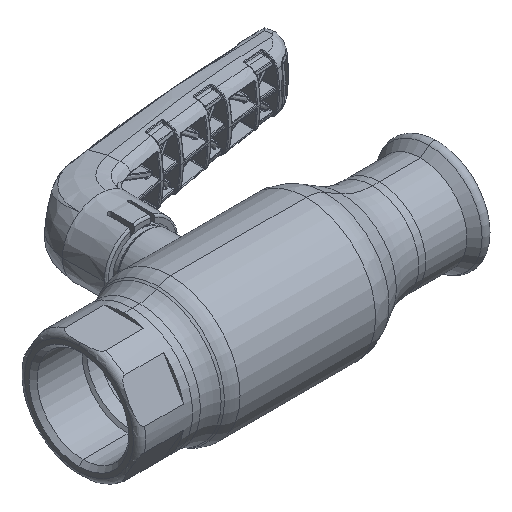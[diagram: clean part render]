
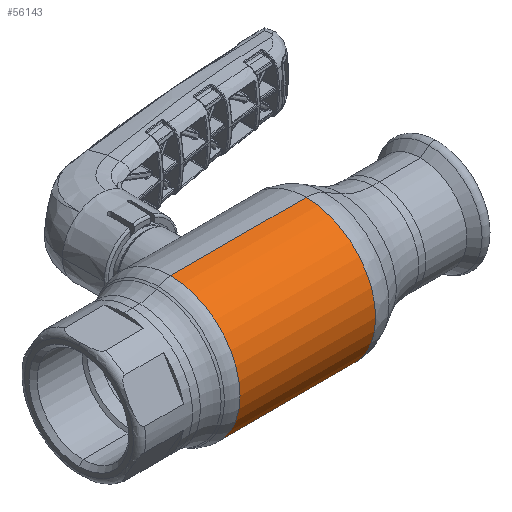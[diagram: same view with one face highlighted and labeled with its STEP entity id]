
A CAD part, isometric view. The second image highlights one B-rep face of the part: STEP entity #56143.
In plain terms, the highlighted cylindrical face has radius 34 mm (diameter 68 mm), a partial arc.
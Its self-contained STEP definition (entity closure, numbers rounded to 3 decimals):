
#1784 = CARTESIAN_POINT ( 'NONE',  ( -33.177, 0., 34. ) ) ;
#3370 = ORIENTED_EDGE ( 'NONE', *, *, #66745, .F. ) ;
#7863 = DIRECTION ( 'NONE',  ( 0., 0., 1. ) ) ;
#9377 = AXIS2_PLACEMENT_3D ( 'NONE', #41661, #41879, #10609 ) ;
#9471 = AXIS2_PLACEMENT_3D ( 'NONE', #34158, #12878, #7863 ) ;
#10609 = DIRECTION ( 'NONE',  ( 0., 0., 1. ) ) ;
#12878 = DIRECTION ( 'NONE',  ( -1., 0., 0. ) ) ;
#12963 = CARTESIAN_POINT ( 'NONE',  ( 33.177, 0., 0. ) ) ;
#16362 = CIRCLE ( 'NONE', #38414, 34. ) ;
#28477 = CARTESIAN_POINT ( 'NONE',  ( 33.177, 0., 34. ) ) ;
#28780 = CIRCLE ( 'NONE', #9471, 34. ) ;
#32126 = CARTESIAN_POINT ( 'NONE',  ( -33.177, 0., -34. ) ) ;
#33883 = DIRECTION ( 'NONE',  ( -1., 0., 0. ) ) ;
#34158 = CARTESIAN_POINT ( 'NONE',  ( -33.177, 0., 0. ) ) ;
#35195 = LINE ( 'NONE', #39446, #36060 ) ;
#36060 = VECTOR ( 'NONE', #39679, 1000. ) ;
#38414 = AXIS2_PLACEMENT_3D ( 'NONE', #12963, #54234, #54445 ) ;
#39361 = CARTESIAN_POINT ( 'NONE',  ( -62.69, 0., -34. ) ) ;
#39366 = EDGE_LOOP ( 'NONE', ( #40620, #61098, #58089, #3370 ) ) ;
#39446 = CARTESIAN_POINT ( 'NONE',  ( -62.69, 0., 34. ) ) ;
#39679 = DIRECTION ( 'NONE',  ( -1., 0., 0. ) ) ;
#39709 = VERTEX_POINT ( 'NONE', #1784 ) ;
#40228 = EDGE_CURVE ( 'NONE', #48333, #60220, #16362, .T. ) ;
#40620 = ORIENTED_EDGE ( 'NONE', *, *, #40949, .F. ) ;
#40949 = EDGE_CURVE ( 'NONE', #48333, #59641, #64173, .T. ) ;
#41661 = CARTESIAN_POINT ( 'NONE',  ( -62.69, 0., 0. ) ) ;
#41879 = DIRECTION ( 'NONE',  ( -1., 0., 0. ) ) ;
#43835 = CYLINDRICAL_SURFACE ( 'NONE', #9377, 34. ) ;
#43901 = FACE_OUTER_BOUND ( 'NONE', #39366, .T. ) ;
#44075 = CARTESIAN_POINT ( 'NONE',  ( 33.177, 0., -34. ) ) ;
#48333 = VERTEX_POINT ( 'NONE', #44075 ) ;
#53433 = EDGE_CURVE ( 'NONE', #60220, #39709, #35195, .T. ) ;
#54234 = DIRECTION ( 'NONE',  ( -1., 0., 0. ) ) ;
#54445 = DIRECTION ( 'NONE',  ( 0., 0., 1. ) ) ;
#56143 = ADVANCED_FACE ( 'NONE', ( #43901 ), #43835, .T. ) ;
#58089 = ORIENTED_EDGE ( 'NONE', *, *, #53433, .T. ) ;
#59641 = VERTEX_POINT ( 'NONE', #32126 ) ;
#60220 = VERTEX_POINT ( 'NONE', #28477 ) ;
#61098 = ORIENTED_EDGE ( 'NONE', *, *, #40228, .T. ) ;
#64173 = LINE ( 'NONE', #39361, #65031 ) ;
#65031 = VECTOR ( 'NONE', #33883, 1000. ) ;
#66745 = EDGE_CURVE ( 'NONE', #59641, #39709, #28780, .T. ) ;
